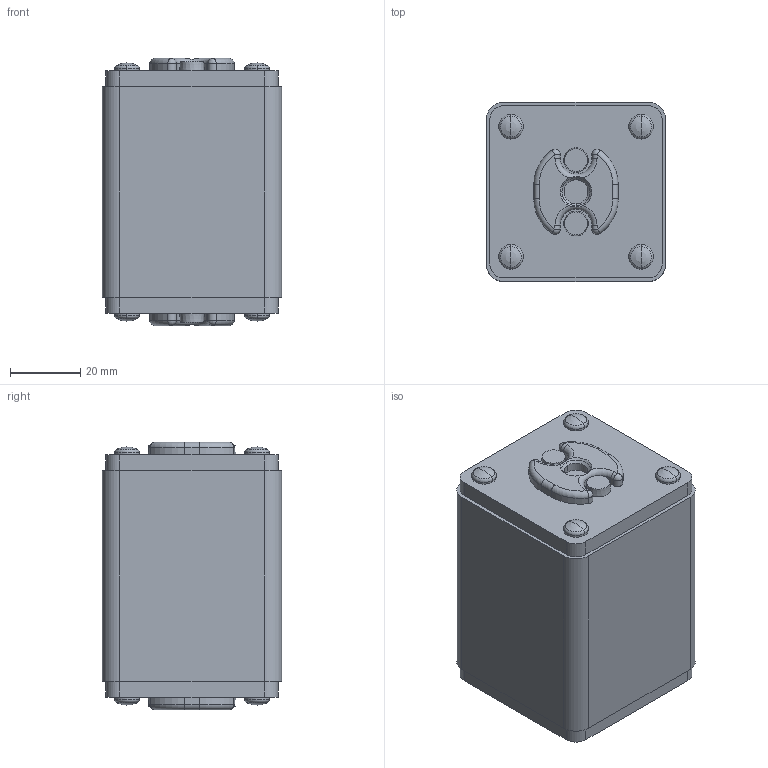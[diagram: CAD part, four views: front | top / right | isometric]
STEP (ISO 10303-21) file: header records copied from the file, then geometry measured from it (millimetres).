
FILE_DESCRIPTION((''),'2;1');
FILE_NAME('G1UQ01_690V','2019-07-19T',('aljaz.cop'),('Audax d.o.o.'),'CREO PARAMETRIC BY PTC INC, 2017480','CREO PARAMETRIC BY PTC INC, 2017480','');
FILE_SCHEMA(('CONFIG_CONTROL_DESIGN'));
Length unit declared in the file: millimetre
Products named in the file (1): G1UQ01_690V
Bounding box: 51 x 51 x 76 mm (x, y, z)
Volume: 179589.4 mm3; surface area: 22102 mm2
Topology: 1 solids, 19 shells, 216 faces, 528 edges, 328 vertices
Faces by surface type: cylinder 100, plane 52, torus 28, sphere 24, cone 12
Entity records: 6465 total; most frequent: DIRECTION 1258, CARTESIAN_POINT 1189, ORIENTED_EDGE 952, AXIS2_PLACEMENT_3D 537, EDGE_CURVE 512, VERTEX_POINT 328, CIRCLE 320, EDGE_LOOP 246
